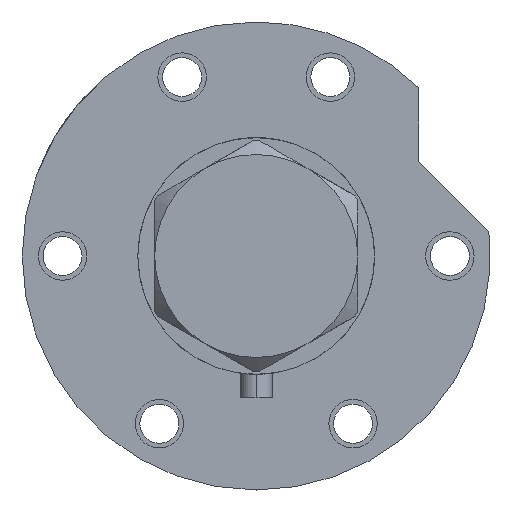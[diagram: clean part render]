
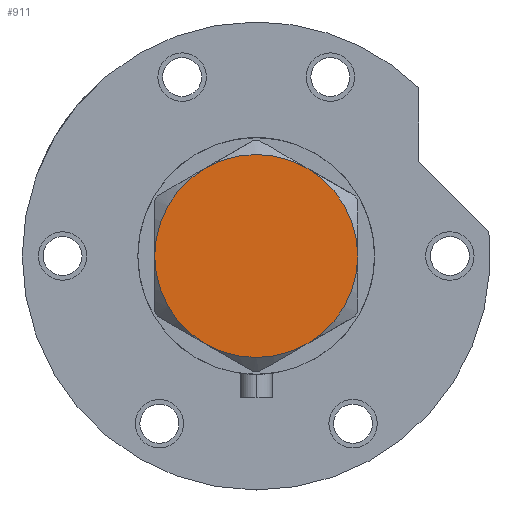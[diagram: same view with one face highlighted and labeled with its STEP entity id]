
A CAD part, left-side view. The second image highlights one B-rep face of the part: STEP entity #911.
In plain terms, the highlighted face is planar.
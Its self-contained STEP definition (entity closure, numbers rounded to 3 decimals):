
#42 = EDGE_CURVE ( 'NONE', #2239, #2441, #247, .T. ) ;
#126 = EDGE_CURVE ( 'NONE', #1701, #2239, #4788, .T. ) ;
#247 = CIRCLE ( 'NONE', #2570, 37.75 ) ;
#269 = CARTESIAN_POINT ( 'NONE',  ( -18.875, -32.692, 13. ) ) ;
#382 = PLANE ( 'NONE',  #2261 ) ;
#770 = CARTESIAN_POINT ( 'NONE',  ( 0., 0., 13. ) ) ;
#911 = ADVANCED_FACE ( 'NONE', ( #5113 ), #382, .T. ) ;
#1150 = AXIS2_PLACEMENT_3D ( 'NONE', #770, #4958, #2754 ) ;
#1280 = DIRECTION ( 'NONE',  ( 1., 0., 0. ) ) ;
#1313 = CARTESIAN_POINT ( 'NONE',  ( 0., 0., 13. ) ) ;
#1576 = EDGE_CURVE ( 'NONE', #5329, #1701, #6226, .T. ) ;
#1701 = VERTEX_POINT ( 'NONE', #2790 ) ;
#1761 = EDGE_CURVE ( 'NONE', #3771, #5329, #1820, .T. ) ;
#1820 = CIRCLE ( 'NONE', #4386, 37.75 ) ;
#1839 = DIRECTION ( 'NONE',  ( 0., 0., 1. ) ) ;
#1911 = DIRECTION ( 'NONE',  ( 0., 0., 1. ) ) ;
#2064 = CARTESIAN_POINT ( 'NONE',  ( 37.75, 0., 13. ) ) ;
#2239 = VERTEX_POINT ( 'NONE', #269 ) ;
#2261 = AXIS2_PLACEMENT_3D ( 'NONE', #2500, #3063, #6723 ) ;
#2266 = CARTESIAN_POINT ( 'NONE',  ( 0., 0., 13. ) ) ;
#2330 = DIRECTION ( 'NONE',  ( 1., 0., 0. ) ) ;
#2425 = CARTESIAN_POINT ( 'NONE',  ( 0., 0., 13. ) ) ;
#2432 = ORIENTED_EDGE ( 'NONE', *, *, #126, .T. ) ;
#2441 = VERTEX_POINT ( 'NONE', #4978 ) ;
#2500 = CARTESIAN_POINT ( 'NONE',  ( 0., 0., 13. ) ) ;
#2526 = ORIENTED_EDGE ( 'NONE', *, *, #42, .T. ) ;
#2570 = AXIS2_PLACEMENT_3D ( 'NONE', #1313, #1839, #2330 ) ;
#2699 = AXIS2_PLACEMENT_3D ( 'NONE', #2266, #5428, #4876 ) ;
#2754 = DIRECTION ( 'NONE',  ( 1., 0., 0. ) ) ;
#2790 = CARTESIAN_POINT ( 'NONE',  ( -37.75, 0., 13. ) ) ;
#2846 = ORIENTED_EDGE ( 'NONE', *, *, #3664, .T. ) ;
#3063 = DIRECTION ( 'NONE',  ( 0., 0., 1. ) ) ;
#3379 = CARTESIAN_POINT ( 'NONE',  ( 18.875, 32.692, 13. ) ) ;
#3446 = CARTESIAN_POINT ( 'NONE',  ( 0., 0., 13. ) ) ;
#3563 = ORIENTED_EDGE ( 'NONE', *, *, #4425, .T. ) ;
#3591 = DIRECTION ( 'NONE',  ( 1., 0., 0. ) ) ;
#3664 = EDGE_CURVE ( 'NONE', #4997, #3771, #3718, .T. ) ;
#3718 = CIRCLE ( 'NONE', #1150, 37.75 ) ;
#3732 = CIRCLE ( 'NONE', #5923, 37.75 ) ;
#3771 = VERTEX_POINT ( 'NONE', #3379 ) ;
#3803 = AXIS2_PLACEMENT_3D ( 'NONE', #2425, #1911, #1280 ) ;
#4386 = AXIS2_PLACEMENT_3D ( 'NONE', #5218, #5854, #5446 ) ;
#4425 = EDGE_CURVE ( 'NONE', #2441, #4997, #3732, .T. ) ;
#4788 = CIRCLE ( 'NONE', #3803, 37.75 ) ;
#4876 = DIRECTION ( 'NONE',  ( 1., 0., 0. ) ) ;
#4958 = DIRECTION ( 'NONE',  ( 0., 0., 1. ) ) ;
#4978 = CARTESIAN_POINT ( 'NONE',  ( 18.875, -32.692, 13. ) ) ;
#4997 = VERTEX_POINT ( 'NONE', #2064 ) ;
#5030 = EDGE_LOOP ( 'NONE', ( #3563, #2846, #6100, #5097, #2432, #2526 ) ) ;
#5097 = ORIENTED_EDGE ( 'NONE', *, *, #1576, .T. ) ;
#5113 = FACE_OUTER_BOUND ( 'NONE', #5030, .T. ) ;
#5218 = CARTESIAN_POINT ( 'NONE',  ( 0., 0., 13. ) ) ;
#5329 = VERTEX_POINT ( 'NONE', #6405 ) ;
#5428 = DIRECTION ( 'NONE',  ( 0., 0., 1. ) ) ;
#5446 = DIRECTION ( 'NONE',  ( 1., 0., 0. ) ) ;
#5854 = DIRECTION ( 'NONE',  ( 0., 0., 1. ) ) ;
#5923 = AXIS2_PLACEMENT_3D ( 'NONE', #3446, #6043, #3591 ) ;
#6043 = DIRECTION ( 'NONE',  ( 0., 0., 1. ) ) ;
#6100 = ORIENTED_EDGE ( 'NONE', *, *, #1761, .T. ) ;
#6226 = CIRCLE ( 'NONE', #2699, 37.75 ) ;
#6405 = CARTESIAN_POINT ( 'NONE',  ( -18.875, 32.692, 13. ) ) ;
#6723 = DIRECTION ( 'NONE',  ( 1., 0., 0. ) ) ;
